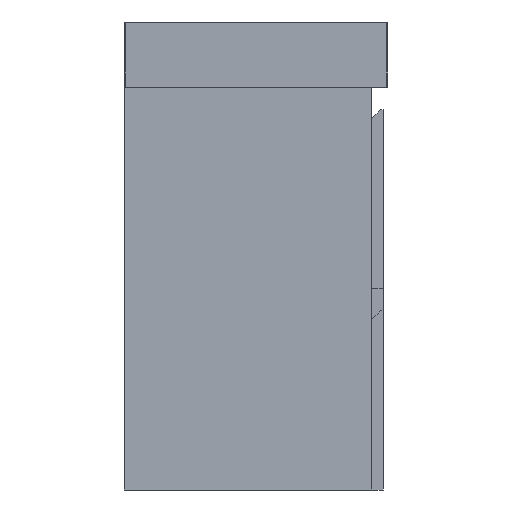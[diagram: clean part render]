
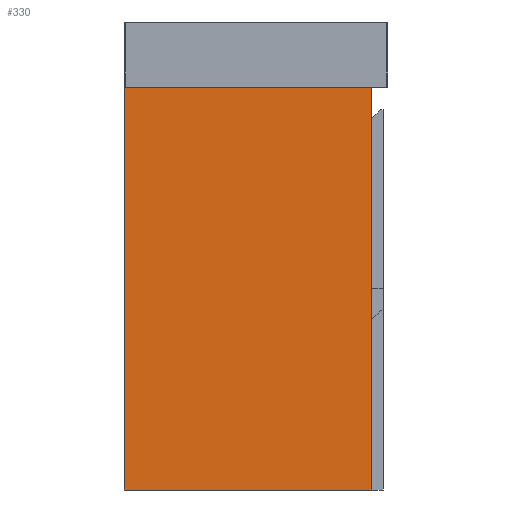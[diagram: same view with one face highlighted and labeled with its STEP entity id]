
A CAD part, left-side view. The second image highlights one B-rep face of the part: STEP entity #330.
In plain terms, the highlighted planar face has unit normal (-1, 0, 0).
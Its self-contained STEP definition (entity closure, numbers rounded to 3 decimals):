
#330=ADVANCED_FACE('',(#425),#1528,.T.);
#425=FACE_OUTER_BOUND('',#520,.T.);
#520=EDGE_LOOP('',(#697,#698,#699,#700));
#697=ORIENTED_EDGE('',*,*,#1052,.F.);
#698=ORIENTED_EDGE('',*,*,#1039,.T.);
#699=ORIENTED_EDGE('',*,*,#1050,.T.);
#700=ORIENTED_EDGE('',*,*,#1051,.F.);
#1039=EDGE_CURVE('',#1410,#1409,#1239,.T.);
#1050=EDGE_CURVE('',#1409,#1417,#1250,.T.);
#1051=EDGE_CURVE('',#1418,#1417,#1251,.T.);
#1052=EDGE_CURVE('',#1410,#1418,#1252,.T.);
#1239=B_SPLINE_CURVE_WITH_KNOTS('',1,(#2096,#2097),.UNSPECIFIED.,.F.,.F.,
(2,2),(-550.,0.),.UNSPECIFIED.);
#1250=B_SPLINE_CURVE_WITH_KNOTS('',1,(#2118,#2119),.UNSPECIFIED.,.F.,.F.,
(2,2),(-338.,0.),.UNSPECIFIED.);
#1251=B_SPLINE_CURVE_WITH_KNOTS('',1,(#2120,#2121),.UNSPECIFIED.,.F.,.F.,
(2,2),(-550.,0.),.UNSPECIFIED.);
#1252=B_SPLINE_CURVE_WITH_KNOTS('',1,(#2122,#2123),.UNSPECIFIED.,.F.,.F.,
(2,2),(-338.,0.),.UNSPECIFIED.);
#1409=VERTEX_POINT('',#2076);
#1410=VERTEX_POINT('',#2077);
#1417=VERTEX_POINT('',#2084);
#1418=VERTEX_POINT('',#2085);
#1528=PLANE('',#1732);
#1732=AXIS2_PLACEMENT_3D('',#2065,#1840,$);
#1840=DIRECTION('',(-1.,0.,0.));
#2065=CARTESIAN_POINT('',(-894.,-330.,371.8));
#2076=CARTESIAN_POINT('',(-894.,275.,338.));
#2077=CARTESIAN_POINT('',(-894.,-275.,338.));
#2084=CARTESIAN_POINT('',(-894.,275.,0.));
#2085=CARTESIAN_POINT('',(-894.,-275.,0.));
#2096=CARTESIAN_POINT('',(-894.,-275.,338.));
#2097=CARTESIAN_POINT('',(-894.,275.,338.));
#2118=CARTESIAN_POINT('',(-894.,275.,338.));
#2119=CARTESIAN_POINT('',(-894.,275.,0.));
#2120=CARTESIAN_POINT('',(-894.,-275.,0.));
#2121=CARTESIAN_POINT('',(-894.,275.,0.));
#2122=CARTESIAN_POINT('',(-894.,-275.,338.));
#2123=CARTESIAN_POINT('',(-894.,-275.,0.));
